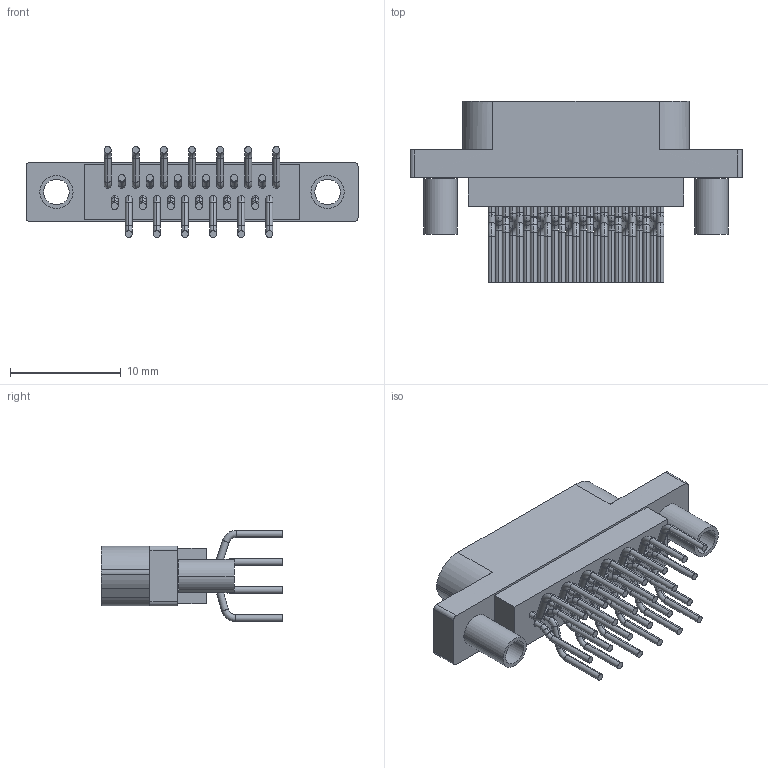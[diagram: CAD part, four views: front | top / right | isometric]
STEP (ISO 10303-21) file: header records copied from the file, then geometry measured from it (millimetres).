
FILE_DESCRIPTION((''),'2;1');
FILE_NAME('PRT0021','2021-04-21T19:55:19',('Exiaobu'),(''),'CREO PARAMETRIC BY PTC INC, 2019010','CREO PARAMETRIC BY PTC INC, 2019010','');
FILE_SCHEMA(('AUTOMOTIVE_DESIGN { 1 0 10303 214 1 1 1 1 }'));
Length unit declared in the file: millimetre
Products named in the file (1): PRT0021
Bounding box: 30 x 16.4 x 8.24 mm (x, y, z)
Volume: 911.6 mm3; surface area: 2120.5 mm2
Topology: 3 solids, 3 shells, 546 faces, 1126 edges, 664 vertices
Faces by surface type: cylinder 284, plane 104, torus 100, cone 58
Entity records: 18357 total; most frequent: DIRECTION 2942, CARTESIAN_POINT 2344, ORIENTED_EDGE 2252, AXIS2_PLACEMENT_3D 1272, EDGE_CURVE 1126, CIRCLE 726, VERTEX_POINT 664, EDGE_LOOP 632
